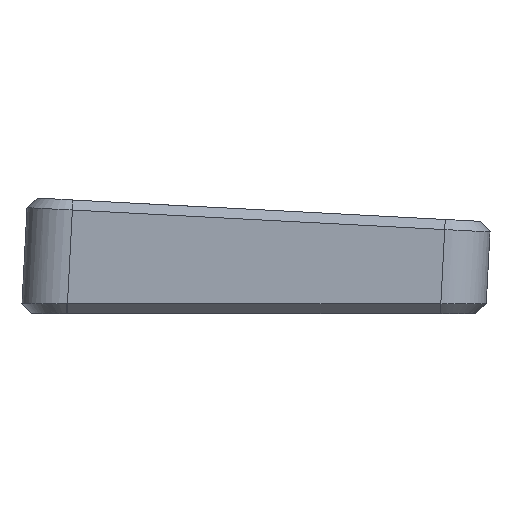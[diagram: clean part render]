
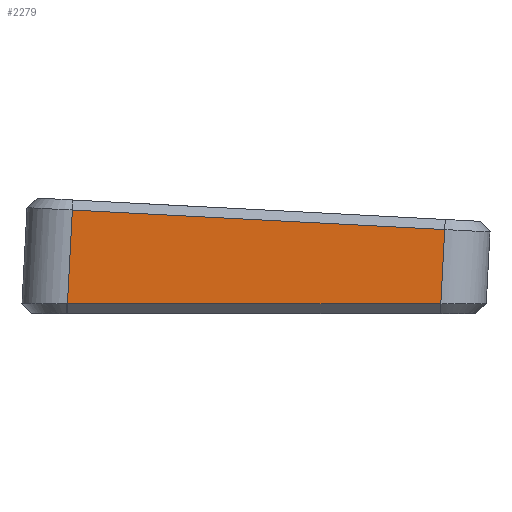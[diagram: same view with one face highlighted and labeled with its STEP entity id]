
A CAD part, left-side view. The second image highlights one B-rep face of the part: STEP entity #2279.
In plain terms, the highlighted planar face has unit normal (-1, 0, 0).
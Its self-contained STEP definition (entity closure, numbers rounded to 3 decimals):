
#41=B_SPLINE_CURVE_WITH_KNOTS('',3,(#3826,#3827,#3828,#3829),
 .UNSPECIFIED.,.F.,.F.,(4,4),(1.559,1.571),
 .UNSPECIFIED.);
#107=PLANE('',#2483);
#209=FACE_OUTER_BOUND('',#349,.T.);
#349=EDGE_LOOP('',(#1821,#1822,#1823,#1824,#1825));
#530=LINE('',#3698,#745);
#541=LINE('',#3893,#756);
#542=LINE('',#3895,#757);
#543=LINE('',#3896,#758);
#745=VECTOR('',#2943,10.);
#756=VECTOR('',#2960,10.);
#757=VECTOR('',#2961,10.);
#758=VECTOR('',#2962,10.);
#1069=VERTEX_POINT('',#3691);
#1072=VERTEX_POINT('',#3696);
#1073=VERTEX_POINT('',#3747);
#1085=VERTEX_POINT('',#3892);
#1086=VERTEX_POINT('',#3894);
#1332=EDGE_CURVE('',#1072,#1069,#530,.T.);
#1345=EDGE_CURVE('',#1073,#1072,#41,.T.);
#1355=EDGE_CURVE('',#1085,#1073,#541,.T.);
#1356=EDGE_CURVE('',#1086,#1085,#542,.T.);
#1357=EDGE_CURVE('',#1069,#1086,#543,.T.);
#1821=ORIENTED_EDGE('',*,*,#1332,.F.);
#1822=ORIENTED_EDGE('',*,*,#1345,.F.);
#1823=ORIENTED_EDGE('',*,*,#1355,.F.);
#1824=ORIENTED_EDGE('',*,*,#1356,.F.);
#1825=ORIENTED_EDGE('',*,*,#1357,.F.);
#2279=ADVANCED_FACE('',(#209),#107,.T.);
#2483=AXIS2_PLACEMENT_3D('',#3891,#2958,#2959);
#2943=DIRECTION('',(0.,1.,0.));
#2958=DIRECTION('center_axis',(-1.,0.,0.));
#2959=DIRECTION('ref_axis',(0.,-0.999,-0.052));
#2960=DIRECTION('',(0.,0.052,-0.999));
#2961=DIRECTION('',(0.,-0.999,-0.052));
#2962=DIRECTION('',(0.,-0.052,0.999));
#3691=CARTESIAN_POINT('',(6.323,45.399,1.68));
#3696=CARTESIAN_POINT('',(6.323,-28.547,1.68));
#3698=CARTESIAN_POINT('',(6.323,31.366,1.68));
#3747=CARTESIAN_POINT('',(6.323,-28.652,1.68));
#3826=CARTESIAN_POINT('Ctrl Pts',(6.323,-28.652,1.68));
#3827=CARTESIAN_POINT('Ctrl Pts',(6.323,-28.617,1.68));
#3828=CARTESIAN_POINT('Ctrl Pts',(6.323,-28.582,1.68));
#3829=CARTESIAN_POINT('Ctrl Pts',(6.323,-28.547,1.68));
#3891=CARTESIAN_POINT('Origin',(6.323,54.253,4.707));
#3892=CARTESIAN_POINT('',(6.323,-29.424,16.404));
#3893=CARTESIAN_POINT('',(6.323,-28.583,0.366));
#3894=CARTESIAN_POINT('',(6.323,44.425,20.274));
#3895=CARTESIAN_POINT('',(6.323,30.457,19.542));
#3896=CARTESIAN_POINT('',(6.323,45.265,4.236));
